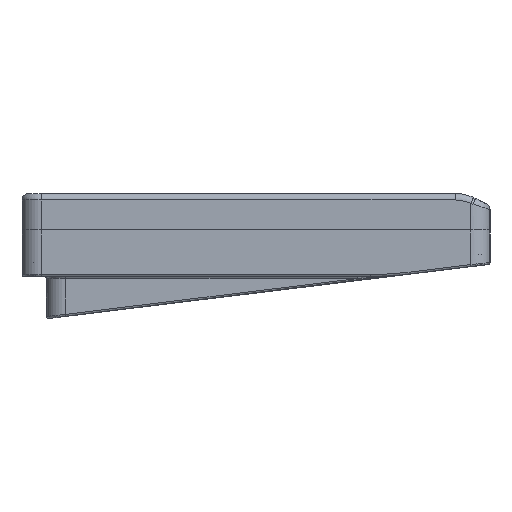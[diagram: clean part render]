
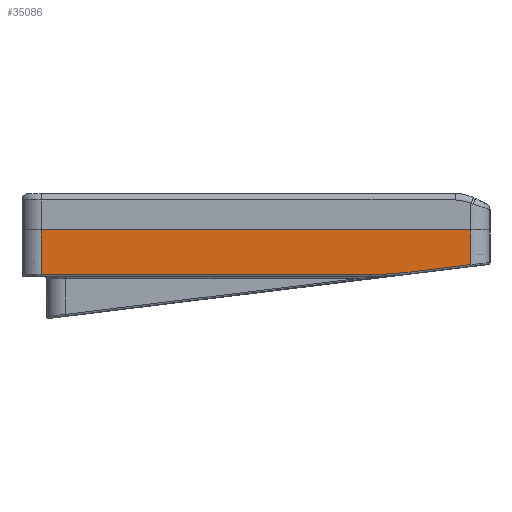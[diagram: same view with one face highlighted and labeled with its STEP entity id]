
A CAD part, left-side view. The second image highlights one B-rep face of the part: STEP entity #35086.
In plain terms, the highlighted planar face has unit normal (-1, 0, 0).
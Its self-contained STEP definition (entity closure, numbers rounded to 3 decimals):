
#2708=FACE_OUTER_BOUND('',#4923,.T.);
#4923=EDGE_LOOP('',(#29867,#29868,#29869,#29870,#29871,#29872));
#6176=CIRCLE('',#37829,79.5);
#9739=LINE('',#56797,#13464);
#9741=LINE('',#56809,#13466);
#9749=LINE('',#56900,#13474);
#9750=LINE('',#56902,#13475);
#9751=LINE('',#56903,#13476);
#13464=VECTOR('',#46167,10.);
#13466=VECTOR('',#46181,10.);
#13474=VECTOR('',#46229,10.);
#13475=VECTOR('',#46230,10.);
#13476=VECTOR('',#46231,10.);
#16579=VERTEX_POINT('',#56789);
#16581=VERTEX_POINT('',#56795);
#16583=VERTEX_POINT('',#56801);
#16585=VERTEX_POINT('',#56807);
#16598=VERTEX_POINT('',#56899);
#16599=VERTEX_POINT('',#56901);
#21084=EDGE_CURVE('',#16581,#16579,#9739,.T.);
#21087=EDGE_CURVE('',#16583,#16581,#6176,.T.);
#21090=EDGE_CURVE('',#16585,#16583,#9741,.T.);
#21112=EDGE_CURVE('',#16598,#16585,#9749,.T.);
#21113=EDGE_CURVE('',#16598,#16599,#9750,.T.);
#21114=EDGE_CURVE('',#16579,#16599,#9751,.T.);
#29867=ORIENTED_EDGE('',*,*,#21084,.F.);
#29868=ORIENTED_EDGE('',*,*,#21087,.F.);
#29869=ORIENTED_EDGE('',*,*,#21090,.F.);
#29870=ORIENTED_EDGE('',*,*,#21112,.F.);
#29871=ORIENTED_EDGE('',*,*,#21113,.T.);
#29872=ORIENTED_EDGE('',*,*,#21114,.F.);
#33284=PLANE('',#37852);
#35086=ADVANCED_FACE('',(#2708),#33284,.T.);
#37829=AXIS2_PLACEMENT_3D('',#56803,#46173,#46174);
#37852=AXIS2_PLACEMENT_3D('',#56898,#46227,#46228);
#46167=DIRECTION('',(0.,1.,0.));
#46173=DIRECTION('center_axis',(1.,0.,0.));
#46174=DIRECTION('ref_axis',(0.,-0.061,
-0.998));
#46181=DIRECTION('',(0.,0.993,-0.122));
#46227=DIRECTION('center_axis',(-1.,0.,0.));
#46228=DIRECTION('ref_axis',(0.,1.,0.));
#46229=DIRECTION('',(0.,0.,-1.));
#46230=DIRECTION('',(0.,1.,0.));
#46231=DIRECTION('',(0.,0.,1.));
#56789=CARTESIAN_POINT('',(2.229,115.227,-11.));
#56795=CARTESIAN_POINT('',(2.229,33.825,-11.));
#56797=CARTESIAN_POINT('',(2.229,33.277,-11.));
#56801=CARTESIAN_POINT('',(2.229,24.137,-10.407));
#56803=CARTESIAN_POINT('Origin',(2.229,33.825,68.5));
#56807=CARTESIAN_POINT('',(2.229,9.127,-8.564));
#56809=CARTESIAN_POINT('',(2.229,33.306,-11.533));
#56898=CARTESIAN_POINT('Origin',(2.229,4.377,-9.5));
#56899=CARTESIAN_POINT('',(2.229,9.127,0.));
#56900=CARTESIAN_POINT('',(2.229,9.127,-9.5));
#56901=CARTESIAN_POINT('',(2.229,115.227,0.));
#56902=CARTESIAN_POINT('',(2.229,4.377,0.));
#56903=CARTESIAN_POINT('',(2.229,115.227,-9.5));
